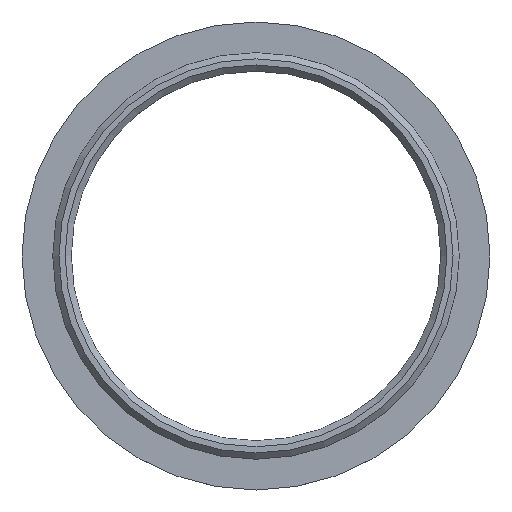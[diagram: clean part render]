
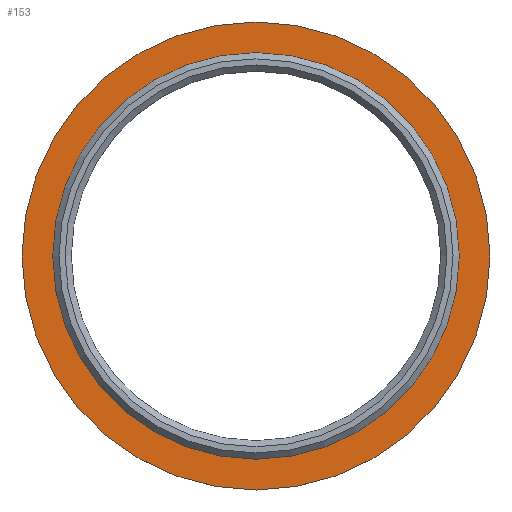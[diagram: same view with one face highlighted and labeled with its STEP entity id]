
A CAD part, top view. The second image highlights one B-rep face of the part: STEP entity #153.
In plain terms, the highlighted planar face has unit normal (0, 0, 1).
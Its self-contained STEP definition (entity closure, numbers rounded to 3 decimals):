
#28=FACE_BOUND('',#54,.T.);
#31=PLANE('',#188);
#41=FACE_OUTER_BOUND('',#53,.T.);
#53=EDGE_LOOP('',(#138));
#54=EDGE_LOOP('',(#139));
#74=CIRCLE('',#179,33.);
#78=CIRCLE('',#186,38.);
#84=VERTEX_POINT('',#266);
#88=VERTEX_POINT('',#279);
#98=EDGE_CURVE('',#84,#84,#74,.T.);
#103=EDGE_CURVE('',#88,#88,#78,.T.);
#138=ORIENTED_EDGE('',*,*,#103,.T.);
#139=ORIENTED_EDGE('',*,*,#98,.T.);
#153=ADVANCED_FACE('',(#41,#28),#31,.T.);
#179=AXIS2_PLACEMENT_3D('',#268,#219,#220);
#186=AXIS2_PLACEMENT_3D('',#280,#234,#235);
#188=AXIS2_PLACEMENT_3D('',#284,#240,#241);
#219=DIRECTION('center_axis',(0.,0.,-1.));
#220=DIRECTION('ref_axis',(1.,0.,0.));
#234=DIRECTION('center_axis',(0.,0.,1.));
#235=DIRECTION('ref_axis',(1.,0.,0.));
#240=DIRECTION('center_axis',(0.,0.,1.));
#241=DIRECTION('ref_axis',(1.,0.,0.));
#266=CARTESIAN_POINT('',(-33.,0.,2.));
#268=CARTESIAN_POINT('Origin',(0.,0.,2.));
#279=CARTESIAN_POINT('',(-38.,0.,2.));
#280=CARTESIAN_POINT('Origin',(0.,0.,2.));
#284=CARTESIAN_POINT('Origin',(0.,0.,2.));
